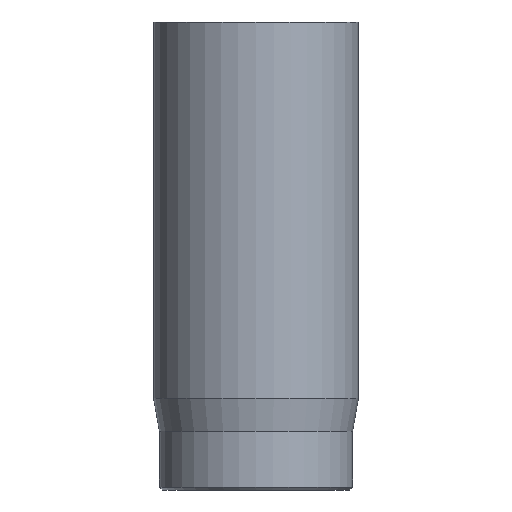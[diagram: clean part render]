
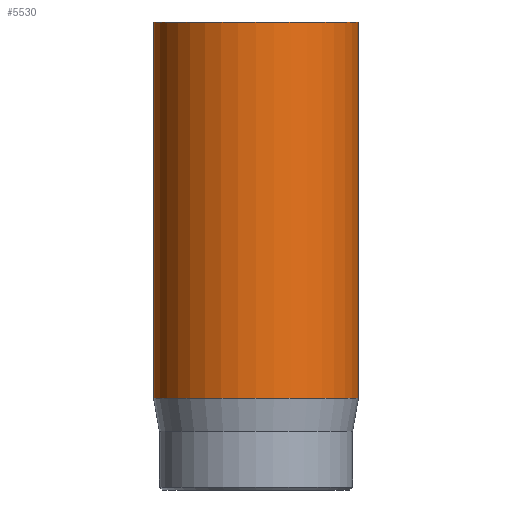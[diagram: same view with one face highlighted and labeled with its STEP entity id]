
A CAD part, front view. The second image highlights one B-rep face of the part: STEP entity #5530.
In plain terms, the highlighted cylindrical face has radius 1.75 mm (diameter 3.5 mm), a full revolution.
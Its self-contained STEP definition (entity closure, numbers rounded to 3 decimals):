
#709=CYLINDRICAL_SURFACE('',#5719,1.75);
#992=FACE_OUTER_BOUND('',#1317,.T.);
#1317=EDGE_LOOP('',(#5139,#5140,#5141,#5142,#5143));
#1739=LINE('',#10450,#2171);
#2171=VECTOR('',#6379,1.75);
#2209=CIRCLE('',#5702,1.75);
#2215=CIRCLE('',#5717,1.75);
#2216=CIRCLE('',#5718,1.75);
#2737=VERTEX_POINT('',#10420);
#2743=VERTEX_POINT('',#10444);
#2744=VERTEX_POINT('',#10445);
#3538=EDGE_CURVE('',#2737,#2737,#2209,.T.);
#3547=EDGE_CURVE('',#2743,#2744,#2215,.T.);
#3548=EDGE_CURVE('',#2744,#2743,#2216,.T.);
#3550=EDGE_CURVE('',#2737,#2743,#1739,.T.);
#5139=ORIENTED_EDGE('',*,*,#3538,.T.);
#5140=ORIENTED_EDGE('',*,*,#3550,.T.);
#5141=ORIENTED_EDGE('',*,*,#3547,.T.);
#5142=ORIENTED_EDGE('',*,*,#3548,.T.);
#5143=ORIENTED_EDGE('',*,*,#3550,.F.);
#5530=ADVANCED_FACE('',(#992),#709,.T.);
#5702=AXIS2_PLACEMENT_3D('',#10421,#6339,#6340);
#5717=AXIS2_PLACEMENT_3D('',#10446,#6372,#6373);
#5718=AXIS2_PLACEMENT_3D('',#10447,#6374,#6375);
#5719=AXIS2_PLACEMENT_3D('',#10449,#6377,#6378);
#6339=DIRECTION('center_axis',(0.,0.,-1.));
#6340=DIRECTION('ref_axis',(-1.,0.,0.));
#6372=DIRECTION('center_axis',(0.,0.,1.));
#6373=DIRECTION('ref_axis',(-1.,0.,0.));
#6374=DIRECTION('center_axis',(0.,0.,1.));
#6375=DIRECTION('ref_axis',(-1.,0.,0.));
#6377=DIRECTION('center_axis',(0.,0.,1.));
#6378=DIRECTION('ref_axis',(-1.,0.,0.));
#6379=DIRECTION('',(0.,0.,-1.));
#10420=CARTESIAN_POINT('',(1.75,0.,8.));
#10421=CARTESIAN_POINT('Origin',(0.,0.,8.));
#10444=CARTESIAN_POINT('',(1.75,0.,1.567));
#10445=CARTESIAN_POINT('',(-1.75,0.,1.567));
#10446=CARTESIAN_POINT('Origin',(0.,0.,1.567));
#10447=CARTESIAN_POINT('Origin',(0.,0.,1.567));
#10449=CARTESIAN_POINT('Origin',(0.,0.,0.));
#10450=CARTESIAN_POINT('',(1.75,0.,0.));
